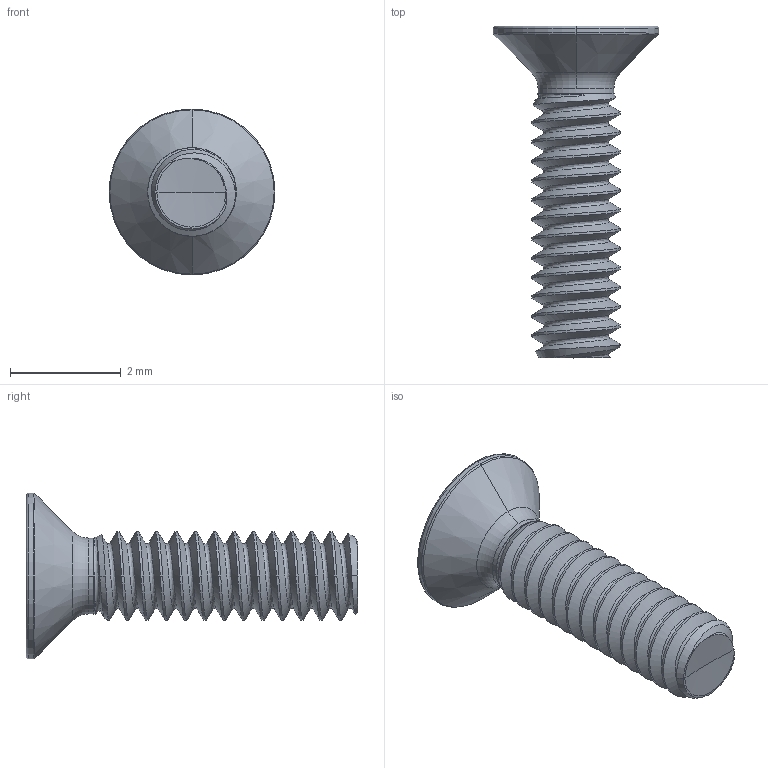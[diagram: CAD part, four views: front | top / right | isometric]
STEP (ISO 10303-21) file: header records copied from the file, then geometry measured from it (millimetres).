
FILE_DESCRIPTION (( 'STEP AP203' ), '1' );
FILE_NAME ('STM330160060.STEP', '2019-03-15T20:10:35', ( '' ), ( '' ), 'SwSTEP 2.0', 'SolidWorks 2015', '' );
FILE_SCHEMA (( 'CONFIG_CONTROL_DESIGN' ));
Length unit declared in the file: millimetre
Products named in the file (1): STM330160060
Bounding box: 3 x 6 x 3 mm (x, y, z)
Volume: 11.3 mm3; surface area: 56.1 mm2
Topology: 1 solids, 1 shells, 186 faces, 431 edges, 246 vertices
Faces by surface type: cylinder 70, bspline 46, sphere 26, plane 22, cone 11, torus 11
Entity records: 15679 total; most frequent: CARTESIAN_POINT 11898, ORIENTED_EDGE 858, DIRECTION 696, EDGE_CURVE 429, AXIS2_PLACEMENT_3D 289, VERTEX_POINT 246, EDGE_LOOP 187, ADVANCED_FACE 186
